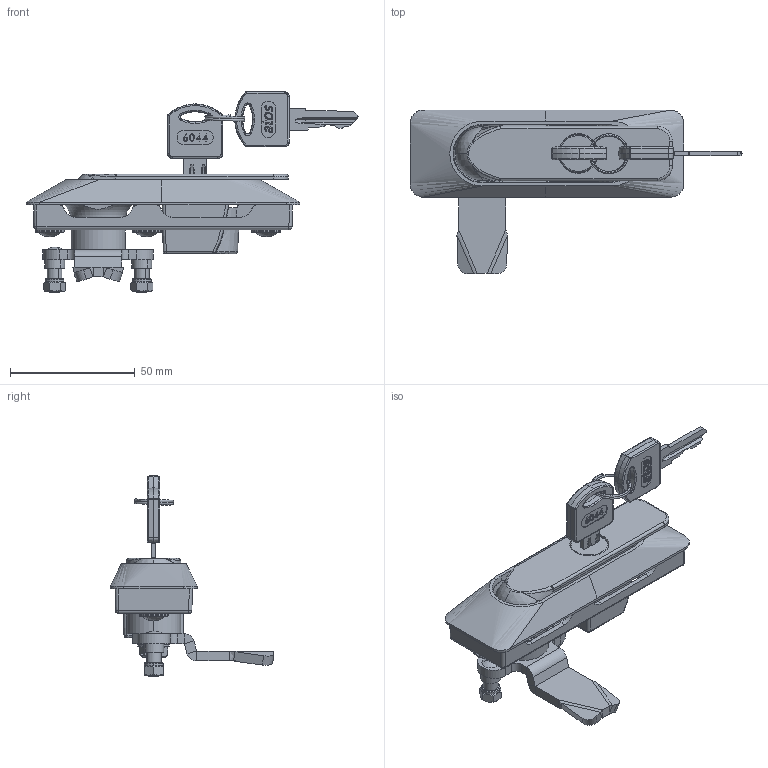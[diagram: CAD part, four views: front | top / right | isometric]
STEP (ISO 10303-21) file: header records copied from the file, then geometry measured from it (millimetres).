
FILE_DESCRIPTION (( 'STEP AP203' ), '1' );
FILE_NAME ('KI07.31.1214.2.STEP', '2022-03-25T07:52:48', ( '' ), ( '' ), 'SwSTEP 2.0', 'SolidWorks 2021', '' );
FILE_SCHEMA (( 'CONFIG_CONTROL_DESIGN' ));
Length unit declared in the file: millimetre
Products named in the file (1): KI07.31.1214.2
Bounding box: 133.34 x 65.78 x 80.66 mm (x, y, z)
Surface area: 31488.6 mm2 (no closed solid volume)
Topology: 0 solids, 32 shells, 891 faces, 2820 edges, 1939 vertices
Faces by surface type: plane 344, bspline 228, cylinder 130, torus 86, cone 82, sphere 21
Entity records: 44042 total; most frequent: CARTESIAN_POINT 21599, ORIENTED_EDGE 4778, DIRECTION 3888, EDGE_CURVE 2817, VERTEX_POINT 1937, AXIS2_PLACEMENT_3D 1332, VECTOR 1224, LINE 1224
